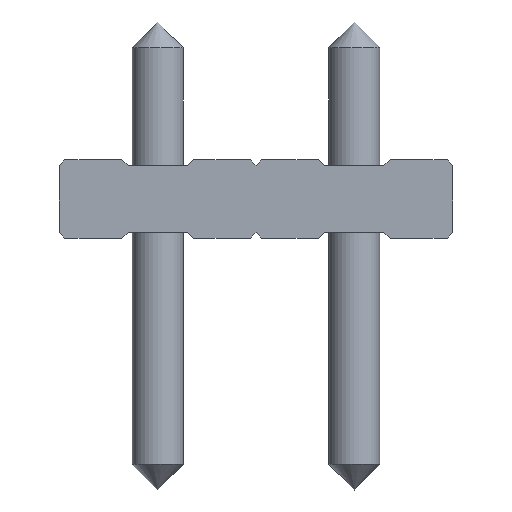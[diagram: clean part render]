
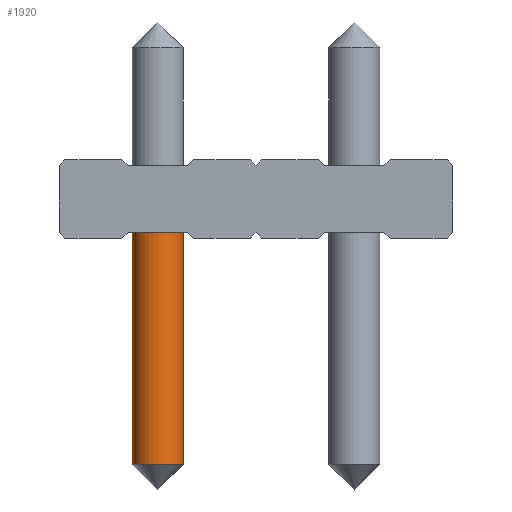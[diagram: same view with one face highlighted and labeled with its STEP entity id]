
A CAD part, front view. The second image highlights one B-rep face of the part: STEP entity #1920.
In plain terms, the highlighted cylindrical face has radius 0.65 mm (diameter 1.3 mm), a partial arc.
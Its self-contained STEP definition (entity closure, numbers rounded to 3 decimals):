
#168 = CARTESIAN_POINT ( 'NONE',  ( -5., 0., -6.75 ) ) ;
#180 = CIRCLE ( 'NONE', #1043, 0.65 ) ;
#211 = EDGE_CURVE ( 'NONE', #1680, #1196, #997, .T. ) ;
#316 = AXIS2_PLACEMENT_3D ( 'NONE', #168, #616, #1847 ) ;
#357 = FACE_OUTER_BOUND ( 'NONE', #874, .T. ) ;
#364 = VERTEX_POINT ( 'NONE', #1012 ) ;
#376 = CARTESIAN_POINT ( 'NONE',  ( -5., 0., -6.75 ) ) ;
#509 = CARTESIAN_POINT ( 'NONE',  ( -5.65, 0., -0.85 ) ) ;
#516 = DIRECTION ( 'NONE',  ( 0., 0., 1. ) ) ;
#526 = CARTESIAN_POINT ( 'NONE',  ( -5.65, 0., -6.75 ) ) ;
#535 = EDGE_CURVE ( 'NONE', #1196, #364, #800, .T. ) ;
#616 = DIRECTION ( 'NONE',  ( 0., 0., 1. ) ) ;
#796 = CYLINDRICAL_SURFACE ( 'NONE', #316, 0.65 ) ;
#800 = CIRCLE ( 'NONE', #1900, 0.65 ) ;
#874 = EDGE_LOOP ( 'NONE', ( #1901, #1189, #1624, #1328 ) ) ;
#899 = EDGE_CURVE ( 'NONE', #1680, #993, #180, .T. ) ;
#929 = DIRECTION ( 'NONE',  ( -1., 0., 0. ) ) ;
#991 = DIRECTION ( 'NONE',  ( 1., 0., 0. ) ) ;
#993 = VERTEX_POINT ( 'NONE', #1477 ) ;
#997 = LINE ( 'NONE', #526, #1462 ) ;
#1012 = CARTESIAN_POINT ( 'NONE',  ( -4.35, 0., -0.85 ) ) ;
#1043 = AXIS2_PLACEMENT_3D ( 'NONE', #376, #1454, #991 ) ;
#1063 = DIRECTION ( 'NONE',  ( 0., 0., 1. ) ) ;
#1072 = CARTESIAN_POINT ( 'NONE',  ( -5., 0., -0.85 ) ) ;
#1124 = DIRECTION ( 'NONE',  ( 0., 0., 1. ) ) ;
#1189 = ORIENTED_EDGE ( 'NONE', *, *, #1198, .T. ) ;
#1196 = VERTEX_POINT ( 'NONE', #509 ) ;
#1198 = EDGE_CURVE ( 'NONE', #993, #364, #1734, .T. ) ;
#1328 = ORIENTED_EDGE ( 'NONE', *, *, #211, .F. ) ;
#1454 = DIRECTION ( 'NONE',  ( 0., 0., 1. ) ) ;
#1462 = VECTOR ( 'NONE', #516, 1000. ) ;
#1477 = CARTESIAN_POINT ( 'NONE',  ( -4.35, 0., -6.75 ) ) ;
#1624 = ORIENTED_EDGE ( 'NONE', *, *, #535, .F. ) ;
#1680 = VERTEX_POINT ( 'NONE', #1817 ) ;
#1729 = CARTESIAN_POINT ( 'NONE',  ( -4.35, 0., -6.75 ) ) ;
#1734 = LINE ( 'NONE', #1729, #1876 ) ;
#1817 = CARTESIAN_POINT ( 'NONE',  ( -5.65, 0., -6.75 ) ) ;
#1847 = DIRECTION ( 'NONE',  ( -1., 0., 0. ) ) ;
#1876 = VECTOR ( 'NONE', #1124, 1000. ) ;
#1900 = AXIS2_PLACEMENT_3D ( 'NONE', #1072, #1063, #929 ) ;
#1901 = ORIENTED_EDGE ( 'NONE', *, *, #899, .T. ) ;
#1920 = ADVANCED_FACE ( 'NONE', ( #357 ), #796, .T. ) ;
